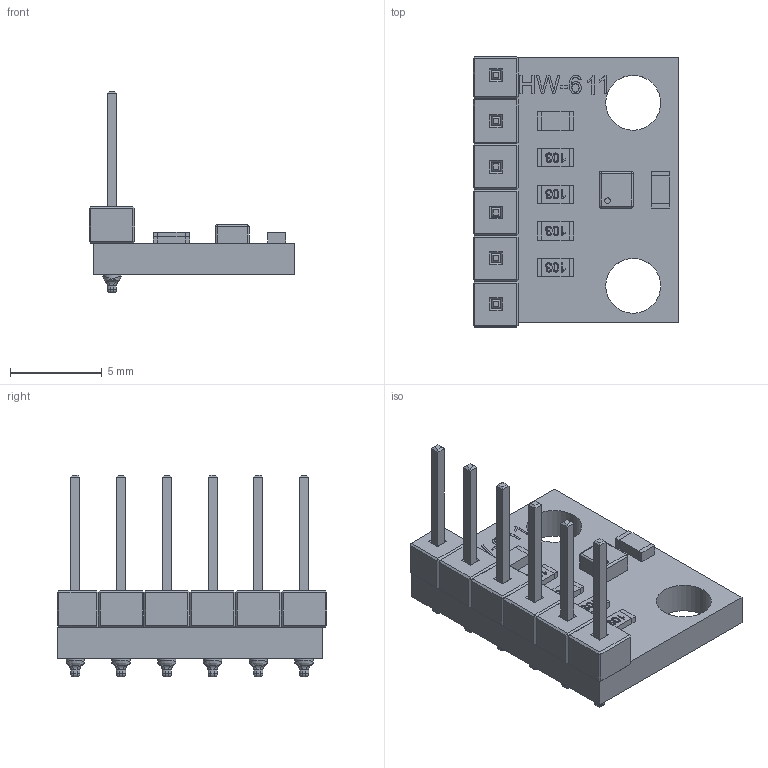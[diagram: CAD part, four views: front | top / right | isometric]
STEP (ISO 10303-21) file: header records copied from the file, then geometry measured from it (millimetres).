
FILE_DESCRIPTION(/* description */ (''),/* implementation_level */ '2;1');
FILE_NAME(/* name */ 'HW-611.step',/* time_stamp */ '2024-05-18T20:23:46+02:00',/* author */ (''),/* organization */ (''),/* preprocessor_version */ 'ST-DEVELOPER v20',/* originating_system */ 'Autodesk Translation Framework v13.14.0.145',/* authorisation */ '');
FILE_SCHEMA (('AUTOMOTIVE_DESIGN { 1 0 10303 214 3 1 1 }'));
Length unit declared in the file: millimetre
Products named in the file (1): HW-661
Bounding box: 11.25 x 14.75 x 11 mm (x, y, z)
Volume: 341 mm3; surface area: 840.3 mm2
Topology: 50 solids, 50 shells, 915 faces, 2140 edges, 1332 vertices
Faces by surface type: plane 517, bspline 305, cylinder 65, sphere 28
Full cylindrical faces by diameter (mm): 0.3 x1, 1 x6, 3 x2
Entity records: 30744 total; most frequent: CARTESIAN_POINT 11909, ORIENTED_EDGE 4280, DIRECTION 2834, EDGE_CURVE 2140, LINE 1364, VECTOR 1364, VERTEX_POINT 1332, EDGE_LOOP 960
